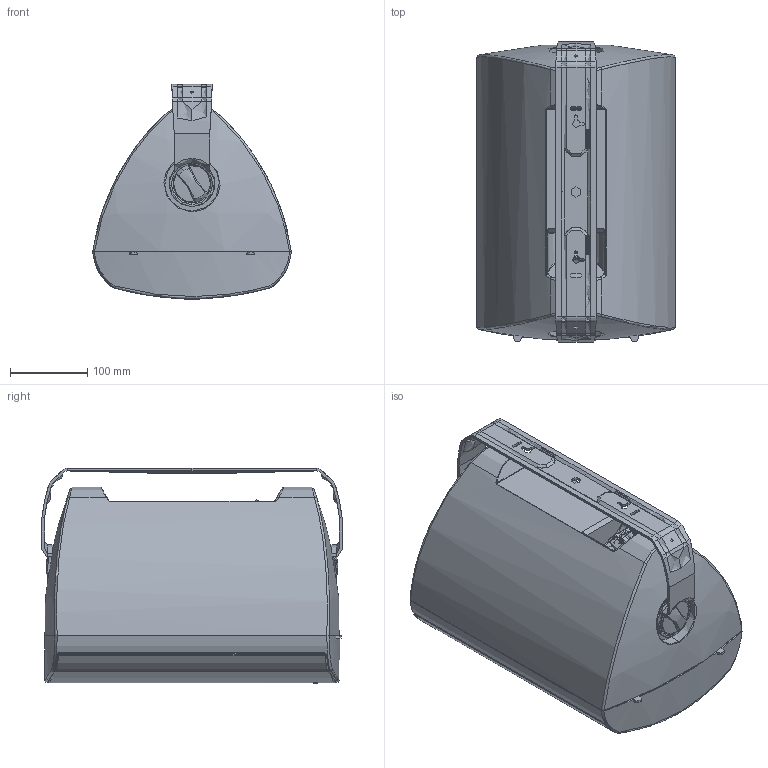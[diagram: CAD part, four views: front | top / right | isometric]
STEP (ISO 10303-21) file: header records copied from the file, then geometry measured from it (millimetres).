
FILE_DESCRIPTION (( 'STEP AP203' ), '1' );
FILE_NAME ('100_OD8.STEP', '2022-12-20T08:53:44', ( '' ), ( '' ), 'SwSTEP 2.0', 'SolidWorks 2022', '' );
FILE_SCHEMA (( 'CONFIG_CONTROL_DESIGN' ));
Length unit declared in the file: millimetre
Products named in the file (19): T18-101-237BNI; A46-20X5ADJ-41; S70-01-4; W23R-OD6-1W; M54--ODM8-x6; VE-OD108WH-F-8_ASM; 161110-TWT_LCR_IW_GOOD; C14-G805R-169BB3; G61-OD8-x7_預設; 161110-HPCO_DOME_TWT_GOOD; T18-101-237RNI; 100_OD8; C62-OD8; S29-OP5WZ; M54-OD8-X4; 161110-HPSU_TWT_GOOD; B07-800-11RB; S29-B4-3BPA1; M67-OD8-2-C2
Assembly tree (19 placements, depth 3):
  100_OD8
    VE-OD108WH-F-8_ASM
      B07-800-11RB
      C14-G805R-169BB3
    161110-TWT_LCR_IW_GOOD
      161110-HPSU_TWT_GOOD
      161110-HPCO_DOME_TWT_GOOD
    M54-OD8-X4
      S29-B4-3BPA1
      A46-20X5ADJ-41
      S70-01-4
      M54--ODM8-x6
    G61-OD8-x7_預設
    C62-OD8
    W23R-OD6-1W
    S29-OP5WZ  x2
    T18-101-237BNI
    T18-101-237RNI
    M67-OD8-2-C2
Bounding box: 258 x 389.4 x 279.57 mm (x, y, z)
Volume: 2626592.1 mm3; surface area: 1317421.5 mm2
Topology: 37 solids, 38 shells, 3549 faces, 9645 edges, 6239 vertices
Faces by surface type: plane 1744, cylinder 744, bspline 710, cone 324, torus 21, sphere 6
Entity records: 186557 total; most frequent: CARTESIAN_POINT 107675, ORIENTED_EDGE 18636, DIRECTION 12061, EDGE_CURVE 9318, VERTEX_POINT 6067, AXIS2_PLACEMENT_3D 4206, B_SPLINE_CURVE_WITH_KNOTS 4014, EDGE_LOOP 3685
